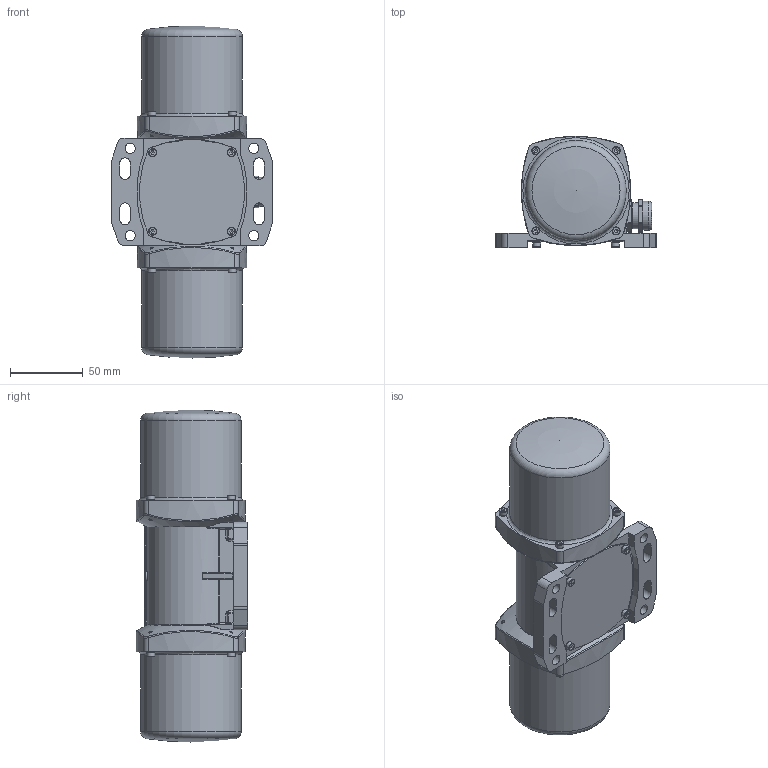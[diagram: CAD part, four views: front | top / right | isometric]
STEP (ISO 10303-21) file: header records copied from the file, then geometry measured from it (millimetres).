
FILE_DESCRIPTION((''),'2;1');
FILE_NAME('A05_L228.stp','2024-01-18T08:50:44',('Doris'),(''),'Autodesk Inventor 2008','Autodesk Inventor 2008','');
FILE_SCHEMA(('AUTOMOTIVE_DESIGN { 1 0 10303 214 1 1 1 1 }'));
Length unit declared in the file: millimetre
Products named in the file (1): A05_L228
Bounding box: 110 x 76.5 x 227.99 mm (x, y, z)
Volume: 342195.2 mm3; surface area: 166375.4 mm2
Topology: 27 solids, 29 shells, 834 faces, 2000 edges, 1251 vertices
Faces by surface type: plane 314, bspline 220, cylinder 203, torus 39, sphere 30, cone 28
Full cylindrical faces by diameter (mm): 3 x12, 4.8 x12, 5.5 x12, 7 x4, 9 x3, 14.542 x4, 15 x3, 18 x1, 20 x3, 20.458 x4, 26 x2, 35 x2, 40 x2, 50 x1, 67 x2, 69 x2
Entity records: 31150 total; most frequent: CARTESIAN_POINT 13182, DIRECTION 3406, ORIENTED_EDGE 3278, EDGE_CURVE 1639, AXIS2_PLACEMENT_3D 1416, EDGE_LOOP 1181, VERTEX_POINT 1122, STYLED_ITEM 860
